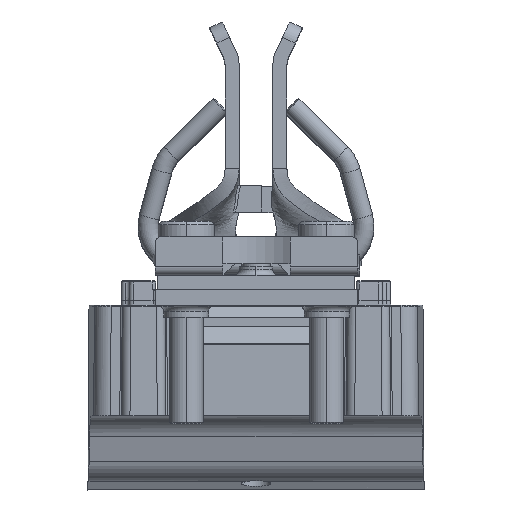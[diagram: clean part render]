
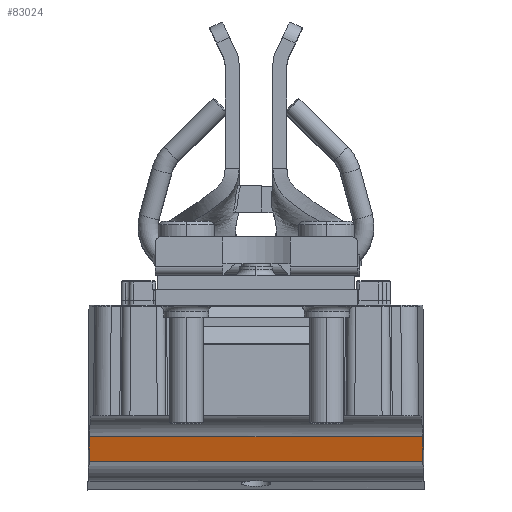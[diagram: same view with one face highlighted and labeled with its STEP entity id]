
A CAD part, top view. The second image highlights one B-rep face of the part: STEP entity #83024.
In plain terms, the highlighted face is planar.
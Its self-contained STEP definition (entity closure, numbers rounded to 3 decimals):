
#40445=CARTESIAN_POINT('',(29.611,-57.491,
9.296));
#40447=DIRECTION('',(-1.,0.,0.));
#40448=VECTOR('',#40447,59.221);
#40449=CARTESIAN_POINT('',(29.611,-57.491,
9.296));
#40450=LINE('',#40449,#40448);
#42461=CARTESIAN_POINT('',(-29.697,-56.32,
4.927));
#42463=DIRECTION('',(1.,0.,0.));
#42464=VECTOR('',#42463,59.395);
#42465=CARTESIAN_POINT('',(-29.697,-56.32,
4.927));
#42466=LINE('',#42465,#42464);
#42467=CARTESIAN_POINT('',(29.697,-56.32,
4.927));
#43202=DIRECTION('',(0.019,0.259,-0.966));
#43203=VECTOR('',#43202,4.523);
#43204=CARTESIAN_POINT('',(29.611,-57.491,
9.296));
#43205=LINE('',#43204,#43203);
#43206=DIRECTION('',(0.019,-0.259,0.966));
#43207=VECTOR('',#43206,4.524);
#43208=CARTESIAN_POINT('',(-29.697,-56.32,
4.927));
#43209=LINE('',#43208,#43207);
#49033=VERTEX_POINT('',#40445);
#49034=CARTESIAN_POINT('',(-29.611,-57.491,
9.296));
#49035=VERTEX_POINT('',#49034);
#49038=VERTEX_POINT('',#42467);
#49308=VERTEX_POINT('',#42461);
#83013=CARTESIAN_POINT('',(0.,-56.32,4.928));
#83014=DIRECTION('',(0.,-0.966,-0.259));
#83015=DIRECTION('',(0.,-0.259,0.966));
#83016=AXIS2_PLACEMENT_3D('',#83013,#83014,#83015);
#83017=PLANE('',#83016);
#83018=ORIENTED_EDGE('',*,*,#73869,.F.);
#83019=ORIENTED_EDGE('',*,*,#73895,.T.);
#83020=ORIENTED_EDGE('',*,*,#78449,.F.);
#83021=ORIENTED_EDGE('',*,*,#82999,.T.);
#83022=EDGE_LOOP('',(#83018,#83019,#83020,#83021));
#83023=FACE_OUTER_BOUND('',#83022,.F.);
#73869=EDGE_CURVE('',#49033,#49035,#40450,.T.);
#73895=EDGE_CURVE('',#49033,#49038,#43205,.T.);
#78449=EDGE_CURVE('',#49308,#49038,#42466,.T.);
#82999=EDGE_CURVE('',#49308,#49035,#43209,.T.);
#83024=ADVANCED_FACE('',(#83023),#83017,.T.);
